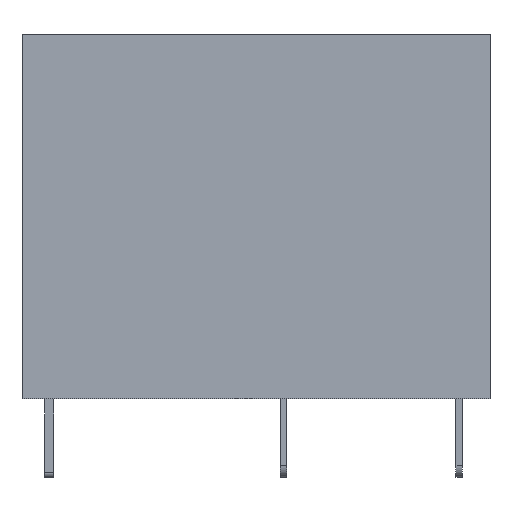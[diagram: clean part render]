
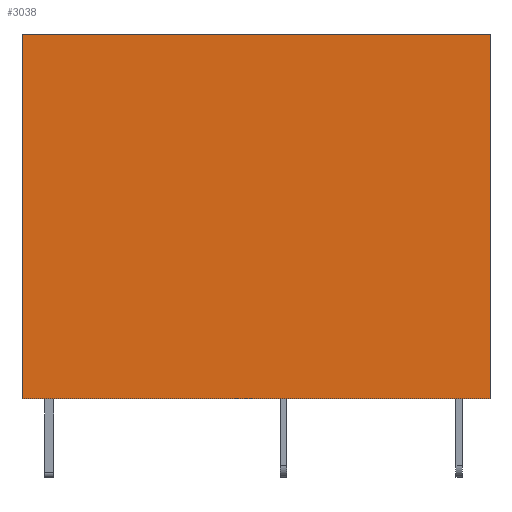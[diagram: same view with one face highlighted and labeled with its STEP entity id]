
A CAD part, front view. The second image highlights one B-rep face of the part: STEP entity #3038.
In plain terms, the highlighted planar face has unit normal (0, -1, 0).
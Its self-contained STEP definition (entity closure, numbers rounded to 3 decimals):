
#4 = CARTESIAN_POINT ( 'NONE',  ( 10.15, -5.15, -0.4 ) ) ;
#377 = VERTEX_POINT ( 'NONE', #2394 ) ;
#922 = VERTEX_POINT ( 'NONE', #2719 ) ;
#1156 = ORIENTED_EDGE ( 'NONE', *, *, #12873, .F. ) ;
#1696 = EDGE_LOOP ( 'NONE', ( #8251, #5086, #12856, #1156 ) ) ;
#2116 = EDGE_CURVE ( 'NONE', #922, #377, #14233, .T. ) ;
#2297 = EDGE_CURVE ( 'NONE', #12138, #5780, #8229, .T. ) ;
#2394 = CARTESIAN_POINT ( 'NONE',  ( 10.15, -5.15, -0.4 ) ) ;
#2719 = CARTESIAN_POINT ( 'NONE',  ( 10.15, -5.15, 15.4 ) ) ;
#3038 = ADVANCED_FACE ( 'NONE', ( #7907 ), #12525, .F. ) ;
#3668 = CARTESIAN_POINT ( 'NONE',  ( -10.15, -5.15, 15.4 ) ) ;
#3732 = DIRECTION ( 'NONE',  ( 0., 0., -1. ) ) ;
#3813 = CARTESIAN_POINT ( 'NONE',  ( 10.15, -5.15, 15.4 ) ) ;
#5086 = ORIENTED_EDGE ( 'NONE', *, *, #10639, .F. ) ;
#5351 = AXIS2_PLACEMENT_3D ( 'NONE', #10216, #6900, #6749 ) ;
#5600 = CARTESIAN_POINT ( 'NONE',  ( -10.15, -5.15, 15.4 ) ) ;
#5780 = VERTEX_POINT ( 'NONE', #6507 ) ;
#6012 = LINE ( 'NONE', #3668, #8695 ) ;
#6324 = DIRECTION ( 'NONE',  ( 1., 0., 0. ) ) ;
#6507 = CARTESIAN_POINT ( 'NONE',  ( -10.15, -5.15, -0.4 ) ) ;
#6749 = DIRECTION ( 'NONE',  ( 0., 0., 1. ) ) ;
#6900 = DIRECTION ( 'NONE',  ( 0., 1., 0. ) ) ;
#7127 = LINE ( 'NONE', #4, #11992 ) ;
#7342 = DIRECTION ( 'NONE',  ( 0., 0., -1. ) ) ;
#7907 = FACE_OUTER_BOUND ( 'NONE', #1696, .T. ) ;
#8133 = VECTOR ( 'NONE', #7342, 1000. ) ;
#8229 = LINE ( 'NONE', #8302, #13321 ) ;
#8251 = ORIENTED_EDGE ( 'NONE', *, *, #2297, .T. ) ;
#8302 = CARTESIAN_POINT ( 'NONE',  ( -10.15, -5.15, 15.4 ) ) ;
#8695 = VECTOR ( 'NONE', #6324, 1000. ) ;
#10216 = CARTESIAN_POINT ( 'NONE',  ( -10.15, -5.15, 15.4 ) ) ;
#10639 = EDGE_CURVE ( 'NONE', #377, #5780, #7127, .T. ) ;
#11992 = VECTOR ( 'NONE', #14033, 1000. ) ;
#12138 = VERTEX_POINT ( 'NONE', #5600 ) ;
#12525 = PLANE ( 'NONE',  #5351 ) ;
#12856 = ORIENTED_EDGE ( 'NONE', *, *, #2116, .F. ) ;
#12873 = EDGE_CURVE ( 'NONE', #12138, #922, #6012, .T. ) ;
#13321 = VECTOR ( 'NONE', #3732, 1000. ) ;
#14033 = DIRECTION ( 'NONE',  ( -1., 0., 0. ) ) ;
#14233 = LINE ( 'NONE', #3813, #8133 ) ;
